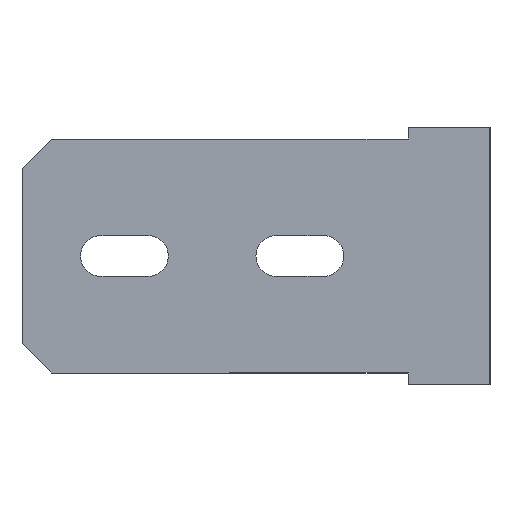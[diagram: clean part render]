
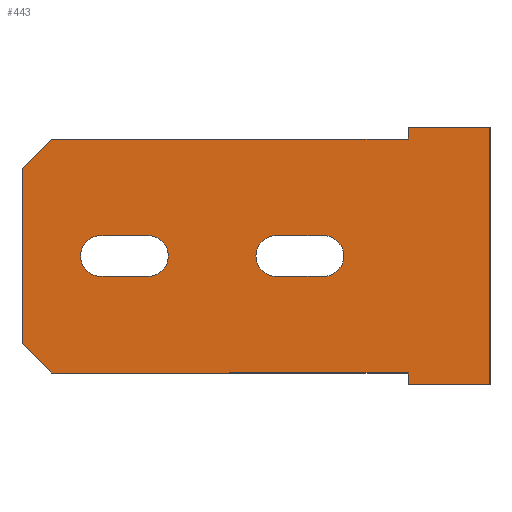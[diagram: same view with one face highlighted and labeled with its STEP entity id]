
A CAD part, left-side view. The second image highlights one B-rep face of the part: STEP entity #443.
In plain terms, the highlighted planar face has unit normal (-1, 0, 0).
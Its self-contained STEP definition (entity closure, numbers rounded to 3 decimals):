
#8 = AXIS2_PLACEMENT_3D ( 'NONE', #179, #1458, #1357 ) ;
#9 = CARTESIAN_POINT ( 'NONE',  ( -64., 64.5, 16.5 ) ) ;
#12 = ORIENTED_EDGE ( 'NONE', *, *, #836, .T. ) ;
#29 = DIRECTION ( 'NONE',  ( 0., 0., -1. ) ) ;
#37 = LINE ( 'NONE', #658, #66 ) ;
#38 = ORIENTED_EDGE ( 'NONE', *, *, #1274, .F. ) ;
#47 = VERTEX_POINT ( 'NONE', #9 ) ;
#66 = VECTOR ( 'NONE', #1371, 1000. ) ;
#71 = VERTEX_POINT ( 'NONE', #1350 ) ;
#78 = VERTEX_POINT ( 'NONE', #236 ) ;
#94 = VECTOR ( 'NONE', #1459, 1000. ) ;
#104 = VECTOR ( 'NONE', #458, 1000. ) ;
#109 = VERTEX_POINT ( 'NONE', #1048 ) ;
#112 = CIRCLE ( 'NONE', #1135, 3.5 ) ;
#119 = FACE_OUTER_BOUND ( 'NONE', #308, .T. ) ;
#125 = VERTEX_POINT ( 'NONE', #1161 ) ;
#126 = DIRECTION ( 'NONE',  ( 0., 1., 0. ) ) ;
#128 = DIRECTION ( 'NONE',  ( 0., -1., 0. ) ) ;
#153 = LINE ( 'NONE', #345, #850 ) ;
#158 = CARTESIAN_POINT ( 'NONE',  ( -64., 12., 0. ) ) ;
#164 = ORIENTED_EDGE ( 'NONE', *, *, #303, .T. ) ;
#165 = EDGE_CURVE ( 'NONE', #78, #1536, #1327, .T. ) ;
#175 = CIRCLE ( 'NONE', #960, 3.5 ) ;
#179 = CARTESIAN_POINT ( 'NONE',  ( -64., 0., 40. ) ) ;
#181 = EDGE_CURVE ( 'NONE', #1543, #926, #1490, .T. ) ;
#193 = DIRECTION ( 'NONE',  ( 0., -0.707, -0.707 ) ) ;
#194 = ORIENTED_EDGE ( 'NONE', *, *, #629, .F. ) ;
#203 = EDGE_CURVE ( 'NONE', #1260, #109, #1121, .T. ) ;
#207 = VECTOR ( 'NONE', #388, 1000. ) ;
#235 = CARTESIAN_POINT ( 'NONE',  ( -64., 34.5, 16.5 ) ) ;
#236 = CARTESIAN_POINT ( 'NONE',  ( -64., 73., 40. ) ) ;
#279 = CARTESIAN_POINT ( 'NONE',  ( -64., -2., 0. ) ) ;
#302 = VERTEX_POINT ( 'NONE', #1430 ) ;
#303 = EDGE_CURVE ( 'NONE', #1181, #1543, #884, .T. ) ;
#308 = EDGE_LOOP ( 'NONE', ( #453, #1457, #513, #1031, #668, #164, #1072, #12, #946, #869 ) ) ;
#309 = DIRECTION ( 'NONE',  ( 0., -1., 0. ) ) ;
#313 = ORIENTED_EDGE ( 'NONE', *, *, #1667, .F. ) ;
#315 = FACE_BOUND ( 'NONE', #901, .T. ) ;
#324 = EDGE_CURVE ( 'NONE', #125, #523, #1672, .T. ) ;
#338 = VERTEX_POINT ( 'NONE', #498 ) ;
#345 = CARTESIAN_POINT ( 'NONE',  ( -64., 0., 0. ) ) ;
#350 = CARTESIAN_POINT ( 'NONE',  ( -64., 56.5, 16.5 ) ) ;
#361 = CARTESIAN_POINT ( 'NONE',  ( -64., 78., 35. ) ) ;
#367 = CARTESIAN_POINT ( 'NONE',  ( -64., 12., 42.001 ) ) ;
#369 = VERTEX_POINT ( 'NONE', #350 ) ;
#388 = DIRECTION ( 'NONE',  ( 0., 1., 0. ) ) ;
#405 = CARTESIAN_POINT ( 'NONE',  ( -64., 78., 5. ) ) ;
#408 = VECTOR ( 'NONE', #1421, 1000. ) ;
#418 = VERTEX_POINT ( 'NONE', #1558 ) ;
#422 = CARTESIAN_POINT ( 'NONE',  ( -64., 26.5, 20. ) ) ;
#443 = ADVANCED_FACE ( 'NONE', ( #119, #880, #315 ), #563, .F. ) ;
#448 = DIRECTION ( 'NONE',  ( 0., -1., 0. ) ) ;
#453 = ORIENTED_EDGE ( 'NONE', *, *, #1472, .T. ) ;
#458 = DIRECTION ( 'NONE',  ( 0., 0.707, -0.707 ) ) ;
#465 = EDGE_CURVE ( 'NONE', #71, #1656, #959, .T. ) ;
#481 = CIRCLE ( 'NONE', #1291, 3.5 ) ;
#497 = LINE ( 'NONE', #158, #408 ) ;
#498 = CARTESIAN_POINT ( 'NONE',  ( -64., -2., 42.001 ) ) ;
#505 = CARTESIAN_POINT ( 'NONE',  ( -64., 34.5, 20. ) ) ;
#510 = DIRECTION ( 'NONE',  ( 0., -1., 0. ) ) ;
#513 = ORIENTED_EDGE ( 'NONE', *, *, #1153, .T. ) ;
#515 = CIRCLE ( 'NONE', #1528, 3.5 ) ;
#523 = VERTEX_POINT ( 'NONE', #1098 ) ;
#561 = EDGE_CURVE ( 'NONE', #78, #1181, #1046, .T. ) ;
#563 = PLANE ( 'NONE',  #8 ) ;
#584 = VERTEX_POINT ( 'NONE', #758 ) ;
#613 = VECTOR ( 'NONE', #779, 1000. ) ;
#629 = EDGE_CURVE ( 'NONE', #109, #71, #112, .T. ) ;
#633 = DIRECTION ( 'NONE',  ( 0., -1., 0. ) ) ;
#645 = CARTESIAN_POINT ( 'NONE',  ( -64., 78., 35. ) ) ;
#658 = CARTESIAN_POINT ( 'NONE',  ( -64., 12., -2.001 ) ) ;
#662 = VECTOR ( 'NONE', #1312, 1000. ) ;
#668 = ORIENTED_EDGE ( 'NONE', *, *, #561, .T. ) ;
#681 = CARTESIAN_POINT ( 'NONE',  ( -64., 73., 0. ) ) ;
#731 = LINE ( 'NONE', #1076, #613 ) ;
#739 = DIRECTION ( 'NONE',  ( -1., 0., 0. ) ) ;
#756 = EDGE_CURVE ( 'NONE', #1656, #1260, #175, .T. ) ;
#758 = CARTESIAN_POINT ( 'NONE',  ( -64., 12., 0. ) ) ;
#779 = DIRECTION ( 'NONE',  ( 0., 0., -1. ) ) ;
#799 = ORIENTED_EDGE ( 'NONE', *, *, #756, .F. ) ;
#804 = LINE ( 'NONE', #279, #662 ) ;
#806 = VECTOR ( 'NONE', #510, 1000. ) ;
#827 = VECTOR ( 'NONE', #29, 1000. ) ;
#832 = DIRECTION ( 'NONE',  ( -1., 0., 0. ) ) ;
#836 = EDGE_CURVE ( 'NONE', #926, #584, #153, .T. ) ;
#850 = VECTOR ( 'NONE', #448, 1000. ) ;
#856 = VECTOR ( 'NONE', #126, 1000. ) ;
#869 = ORIENTED_EDGE ( 'NONE', *, *, #1625, .T. ) ;
#880 = FACE_BOUND ( 'NONE', #1360, .T. ) ;
#884 = LINE ( 'NONE', #1325, #827 ) ;
#901 = EDGE_LOOP ( 'NONE', ( #38, #1359, #1478, #313 ) ) ;
#911 = CARTESIAN_POINT ( 'NONE',  ( -64., 34.5, 16.5 ) ) ;
#926 = VERTEX_POINT ( 'NONE', #966 ) ;
#946 = ORIENTED_EDGE ( 'NONE', *, *, #1638, .T. ) ;
#959 = LINE ( 'NONE', #1556, #856 ) ;
#960 = AXIS2_PLACEMENT_3D ( 'NONE', #505, #1361, #1487 ) ;
#966 = CARTESIAN_POINT ( 'NONE',  ( -64., 73., 0. ) ) ;
#977 = CARTESIAN_POINT ( 'NONE',  ( -64., 12., 40. ) ) ;
#1031 = ORIENTED_EDGE ( 'NONE', *, *, #165, .F. ) ;
#1037 = EDGE_CURVE ( 'NONE', #523, #47, #515, .T. ) ;
#1046 = LINE ( 'NONE', #361, #104 ) ;
#1048 = CARTESIAN_POINT ( 'NONE',  ( -64., 26.5, 16.5 ) ) ;
#1060 = DIRECTION ( 'NONE',  ( -1., 0., 0. ) ) ;
#1072 = ORIENTED_EDGE ( 'NONE', *, *, #181, .T. ) ;
#1076 = CARTESIAN_POINT ( 'NONE',  ( -64., 12., 40. ) ) ;
#1079 = DIRECTION ( 'NONE',  ( 0., -1., 0. ) ) ;
#1098 = CARTESIAN_POINT ( 'NONE',  ( -64., 64.5, 23.5 ) ) ;
#1112 = VECTOR ( 'NONE', #193, 1000. ) ;
#1121 = LINE ( 'NONE', #235, #806 ) ;
#1135 = AXIS2_PLACEMENT_3D ( 'NONE', #422, #739, #1079 ) ;
#1153 = EDGE_CURVE ( 'NONE', #418, #1536, #731, .T. ) ;
#1161 = CARTESIAN_POINT ( 'NONE',  ( -64., 56.5, 23.5 ) ) ;
#1162 = CARTESIAN_POINT ( 'NONE',  ( -64., 0., 40. ) ) ;
#1181 = VERTEX_POINT ( 'NONE', #645 ) ;
#1196 = CARTESIAN_POINT ( 'NONE',  ( -64., 56.5, 20. ) ) ;
#1252 = LINE ( 'NONE', #367, #1621 ) ;
#1260 = VERTEX_POINT ( 'NONE', #911 ) ;
#1274 = EDGE_CURVE ( 'NONE', #47, #369, #1552, .T. ) ;
#1291 = AXIS2_PLACEMENT_3D ( 'NONE', #1196, #1060, #1395 ) ;
#1312 = DIRECTION ( 'NONE',  ( 0., 0., 1. ) ) ;
#1323 = VECTOR ( 'NONE', #309, 1000. ) ;
#1325 = CARTESIAN_POINT ( 'NONE',  ( -64., 78., 40. ) ) ;
#1327 = LINE ( 'NONE', #1162, #1323 ) ;
#1350 = CARTESIAN_POINT ( 'NONE',  ( -64., 26.5, 23.5 ) ) ;
#1356 = EDGE_CURVE ( 'NONE', #418, #338, #1252, .T. ) ;
#1357 = DIRECTION ( 'NONE',  ( 0., 0., -1. ) ) ;
#1359 = ORIENTED_EDGE ( 'NONE', *, *, #1037, .F. ) ;
#1360 = EDGE_LOOP ( 'NONE', ( #1564, #799, #1685, #194 ) ) ;
#1361 = DIRECTION ( 'NONE',  ( -1., 0., 0. ) ) ;
#1371 = DIRECTION ( 'NONE',  ( 0., -1., 0. ) ) ;
#1395 = DIRECTION ( 'NONE',  ( 0., -1., 0. ) ) ;
#1421 = DIRECTION ( 'NONE',  ( 0., 0., -1. ) ) ;
#1430 = CARTESIAN_POINT ( 'NONE',  ( -64., -2., -2.001 ) ) ;
#1437 = CARTESIAN_POINT ( 'NONE',  ( -64., 64.5, 23.5 ) ) ;
#1448 = CARTESIAN_POINT ( 'NONE',  ( -64., 64.5, 16.5 ) ) ;
#1457 = ORIENTED_EDGE ( 'NONE', *, *, #1356, .F. ) ;
#1458 = DIRECTION ( 'NONE',  ( 1., 0., 0. ) ) ;
#1459 = DIRECTION ( 'NONE',  ( 0., -1., 0. ) ) ;
#1472 = EDGE_CURVE ( 'NONE', #302, #338, #804, .T. ) ;
#1478 = ORIENTED_EDGE ( 'NONE', *, *, #324, .F. ) ;
#1487 = DIRECTION ( 'NONE',  ( 0., -1., 0. ) ) ;
#1490 = LINE ( 'NONE', #681, #1112 ) ;
#1515 = CARTESIAN_POINT ( 'NONE',  ( -64., 34.5, 23.5 ) ) ;
#1528 = AXIS2_PLACEMENT_3D ( 'NONE', #1578, #832, #128 ) ;
#1536 = VERTEX_POINT ( 'NONE', #977 ) ;
#1543 = VERTEX_POINT ( 'NONE', #405 ) ;
#1552 = LINE ( 'NONE', #1448, #94 ) ;
#1556 = CARTESIAN_POINT ( 'NONE',  ( -64., 34.5, 23.5 ) ) ;
#1557 = VERTEX_POINT ( 'NONE', #1630 ) ;
#1558 = CARTESIAN_POINT ( 'NONE',  ( -64., 12., 42.001 ) ) ;
#1564 = ORIENTED_EDGE ( 'NONE', *, *, #203, .F. ) ;
#1578 = CARTESIAN_POINT ( 'NONE',  ( -64., 64.5, 20. ) ) ;
#1621 = VECTOR ( 'NONE', #633, 1000. ) ;
#1625 = EDGE_CURVE ( 'NONE', #1557, #302, #37, .T. ) ;
#1630 = CARTESIAN_POINT ( 'NONE',  ( -64., 12., -2.001 ) ) ;
#1638 = EDGE_CURVE ( 'NONE', #584, #1557, #497, .T. ) ;
#1656 = VERTEX_POINT ( 'NONE', #1515 ) ;
#1667 = EDGE_CURVE ( 'NONE', #369, #125, #481, .T. ) ;
#1672 = LINE ( 'NONE', #1437, #207 ) ;
#1685 = ORIENTED_EDGE ( 'NONE', *, *, #465, .F. ) ;
